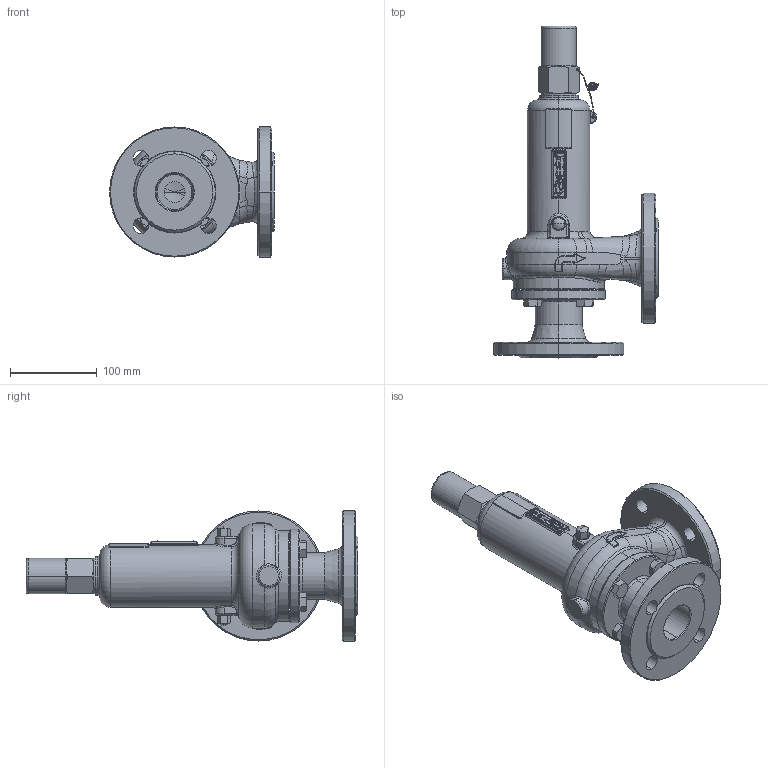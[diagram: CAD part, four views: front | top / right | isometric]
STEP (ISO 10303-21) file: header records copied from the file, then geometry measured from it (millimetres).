
FILE_DESCRIPTION (( 'STEP AP214' ), '1' );
FILE_NAME ('Typ 30 BG II-C_D040_D040.STEP', '2009-03-02T10:36:23', ( ' ' ), ( ' ' ), 'SwSTEP 2.0', 'SolidWorks 2009', '' );
FILE_SCHEMA (( 'AUTOMOTIVE_DESIGN' ));
Length unit declared in the file: millimetre
Products named in the file (1): Typ 30 BG II-C_D040_D040
Bounding box: 190 x 382.7 x 150 mm (x, y, z)
Volume: 1253687.2 mm3; surface area: 304770.5 mm2
Topology: 15 solids, 15 shells, 1658 faces, 4123 edges, 2570 vertices
Faces by surface type: plane 533, bspline 505, cylinder 331, torus 155, cone 122, sphere 12
Entity records: 97223 total; most frequent: CARTESIAN_POINT 42767, ORIENTED_EDGE 8206, DIRECTION 6385, EDGE_CURVE 4103, VERTEX_POINT 2570, AXIS2_PLACEMENT_3D 2359, EDGE_LOOP 1801, UNCERTAINTY_MEASURE_WITH_UNIT 1675
